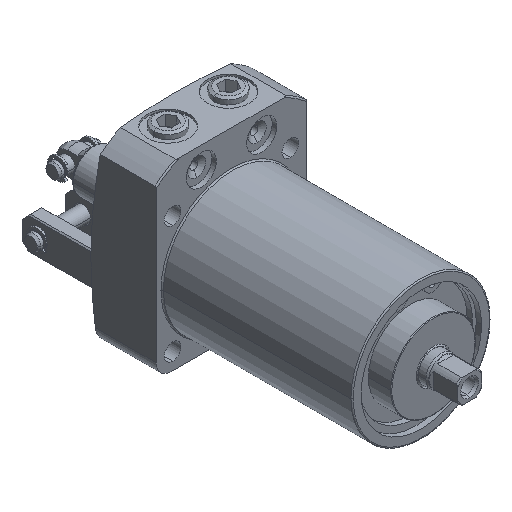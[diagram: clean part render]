
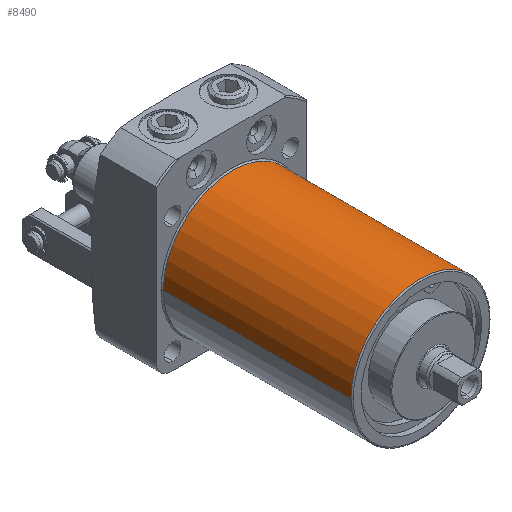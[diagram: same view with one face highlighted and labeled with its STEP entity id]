
A CAD part, isometric view. The second image highlights one B-rep face of the part: STEP entity #8490.
In plain terms, the highlighted cylindrical face has radius 23 mm (diameter 46 mm), a partial arc.
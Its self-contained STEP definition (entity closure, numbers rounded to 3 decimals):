
#195 = CARTESIAN_POINT ( 'NONE',  ( -23., -24.6, 0. ) ) ;
#319 = CARTESIAN_POINT ( 'NONE',  ( 23., -86.8, 0. ) ) ;
#336 = CARTESIAN_POINT ( 'NONE',  ( -23., -86.8, 0. ) ) ;
#337 = CARTESIAN_POINT ( 'NONE',  ( 23., -24.6, 0. ) ) ;
#3065 = CIRCLE ( 'NONE', #10710, 23. ) ;
#3067 = LINE ( 'NONE', #3834, #3069 ) ;
#3068 = LINE ( 'NONE', #3830, #3071 ) ;
#3069 = VECTOR ( 'NONE', #3838, 1000. ) ;
#3071 = VECTOR ( 'NONE', #3829, 1000. ) ;
#3091 = CIRCLE ( 'NONE', #10724, 23. ) ;
#3200 = FACE_OUTER_BOUND ( 'NONE', #9045, .T. ) ;
#3204 = CYLINDRICAL_SURFACE ( 'NONE', #10768, 23. ) ;
#3655 = DIRECTION ( 'NONE',  ( -1., 0., 0. ) ) ;
#3656 = DIRECTION ( 'NONE',  ( 0., -1., 0. ) ) ;
#3657 = CARTESIAN_POINT ( 'NONE',  ( 0., -24.6, 0. ) ) ;
#3826 = DIRECTION ( 'NONE',  ( -1., 0., 0. ) ) ;
#3827 = DIRECTION ( 'NONE',  ( 0., 1., 0. ) ) ;
#3828 = CARTESIAN_POINT ( 'NONE',  ( 0., -86.8, 0. ) ) ;
#3829 = DIRECTION ( 'NONE',  ( 0., 1., 0. ) ) ;
#3830 = CARTESIAN_POINT ( 'NONE',  ( 23., 0., 0. ) ) ;
#3834 = CARTESIAN_POINT ( 'NONE',  ( -23., 0., 0. ) ) ;
#3838 = DIRECTION ( 'NONE',  ( 0., 1., 0. ) ) ;
#4814 = EDGE_CURVE ( 'NONE', #6641, #8122, #3067, .T. ) ;
#4815 = EDGE_CURVE ( 'NONE', #8096, #8098, #3068, .T. ) ;
#4816 = EDGE_CURVE ( 'NONE', #6641, #8096, #3065, .T. ) ;
#4833 = EDGE_CURVE ( 'NONE', #8098, #8122, #3091, .T. ) ;
#6491 = CARTESIAN_POINT ( 'NONE',  ( 0., 0., 0. ) ) ;
#6492 = DIRECTION ( 'NONE',  ( 0., 1., 0. ) ) ;
#6495 = DIRECTION ( 'NONE',  ( -1., 0., 0. ) ) ;
#6641 = VERTEX_POINT ( 'NONE', #336 ) ;
#8096 = VERTEX_POINT ( 'NONE', #319 ) ;
#8098 = VERTEX_POINT ( 'NONE', #337 ) ;
#8122 = VERTEX_POINT ( 'NONE', #195 ) ;
#8490 = ADVANCED_FACE ( 'NONE', ( #3200 ), #3204, .T. ) ;
#9045 = EDGE_LOOP ( 'NONE', ( #10312, #10321, #10322, #10324 ) ) ;
#10312 = ORIENTED_EDGE ( 'NONE', *, *, #4816, .T. ) ;
#10321 = ORIENTED_EDGE ( 'NONE', *, *, #4815, .T. ) ;
#10322 = ORIENTED_EDGE ( 'NONE', *, *, #4833, .T. ) ;
#10324 = ORIENTED_EDGE ( 'NONE', *, *, #4814, .F. ) ;
#10710 = AXIS2_PLACEMENT_3D ( 'NONE', #3828, #3827, #3826 ) ;
#10724 = AXIS2_PLACEMENT_3D ( 'NONE', #3657, #3656, #3655 ) ;
#10768 = AXIS2_PLACEMENT_3D ( 'NONE', #6491, #6492, #6495 ) ;
